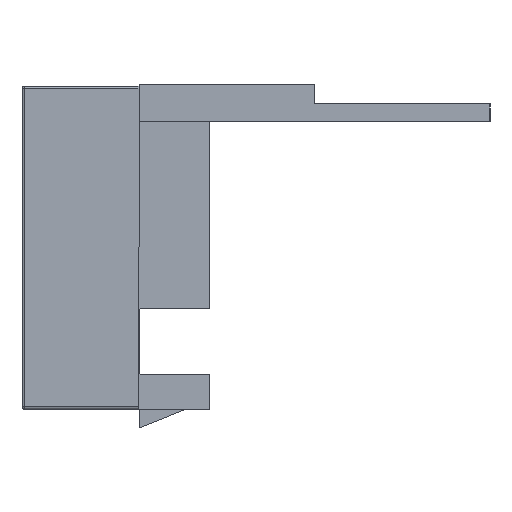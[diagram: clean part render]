
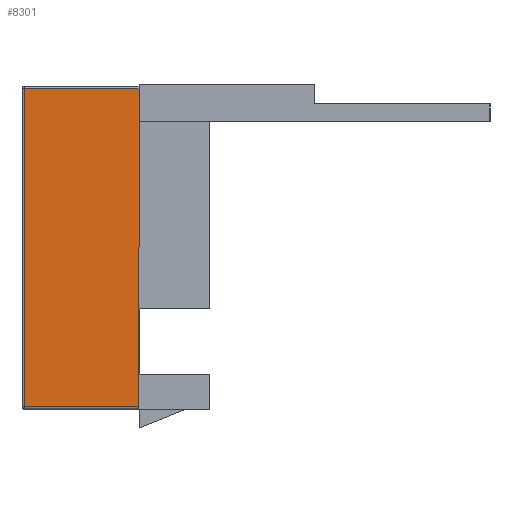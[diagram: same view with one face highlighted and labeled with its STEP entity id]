
A CAD part, left-side view. The second image highlights one B-rep face of the part: STEP entity #8301.
In plain terms, the highlighted planar face has unit normal (-1, 0, 0).
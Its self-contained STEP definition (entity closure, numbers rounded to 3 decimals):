
#21 = EDGE_CURVE ( 'NONE', #6056, #4494, #4723, .T. ) ;
#286 = VECTOR ( 'NONE', #8182, 1000. ) ;
#292 = ORIENTED_EDGE ( 'NONE', *, *, #1753, .T. ) ;
#737 = LINE ( 'NONE', #8501, #8543 ) ;
#754 = CARTESIAN_POINT ( 'NONE',  ( -26.4, 15., 6.8 ) ) ;
#1314 = ORIENTED_EDGE ( 'NONE', *, *, #21, .T. ) ;
#1615 = CARTESIAN_POINT ( 'NONE',  ( -26.4, 19.9, -6.8 ) ) ;
#1753 = EDGE_CURVE ( 'NONE', #8295, #6056, #4234, .T. ) ;
#2425 = DIRECTION ( 'NONE',  ( 0., -1., 0. ) ) ;
#2451 = CARTESIAN_POINT ( 'NONE',  ( -26.4, 15., -6.8 ) ) ;
#2713 = CARTESIAN_POINT ( 'NONE',  ( -26.4, 15., -6.9 ) ) ;
#2954 = CARTESIAN_POINT ( 'NONE',  ( -26.4, 19.9, 6.8 ) ) ;
#3326 = CARTESIAN_POINT ( 'NONE',  ( -26.4, 20., -6.8 ) ) ;
#3558 = EDGE_LOOP ( 'NONE', ( #7742, #292, #1314, #8390 ) ) ;
#4234 = LINE ( 'NONE', #3326, #6360 ) ;
#4332 = DIRECTION ( 'NONE',  ( 0., 0., -1. ) ) ;
#4449 = VECTOR ( 'NONE', #4332, 1000. ) ;
#4478 = EDGE_CURVE ( 'NONE', #7128, #8295, #6108, .T. ) ;
#4494 = VERTEX_POINT ( 'NONE', #754 ) ;
#4723 = LINE ( 'NONE', #2713, #286 ) ;
#5220 = CARTESIAN_POINT ( 'NONE',  ( -26.4, 19.9, -6.9 ) ) ;
#5879 = DIRECTION ( 'NONE',  ( 0., 0., -1. ) ) ;
#6056 = VERTEX_POINT ( 'NONE', #2451 ) ;
#6108 = LINE ( 'NONE', #5220, #4449 ) ;
#6360 = VECTOR ( 'NONE', #2425, 1000. ) ;
#6755 = DIRECTION ( 'NONE',  ( 1., 0., 0. ) ) ;
#7128 = VERTEX_POINT ( 'NONE', #2954 ) ;
#7619 = FACE_OUTER_BOUND ( 'NONE', #3558, .T. ) ;
#7621 = CARTESIAN_POINT ( 'NONE',  ( -26.4, 20., -6.9 ) ) ;
#7628 = DIRECTION ( 'NONE',  ( 0., 1., 0. ) ) ;
#7742 = ORIENTED_EDGE ( 'NONE', *, *, #4478, .T. ) ;
#7890 = EDGE_CURVE ( 'NONE', #4494, #7128, #737, .T. ) ;
#8182 = DIRECTION ( 'NONE',  ( 0., 0., 1. ) ) ;
#8295 = VERTEX_POINT ( 'NONE', #1615 ) ;
#8301 = ADVANCED_FACE ( 'NONE', ( #7619 ), #8491, .F. ) ;
#8390 = ORIENTED_EDGE ( 'NONE', *, *, #7890, .T. ) ;
#8491 = PLANE ( 'NONE',  #8496 ) ;
#8496 = AXIS2_PLACEMENT_3D ( 'NONE', #7621, #6755, #5879 ) ;
#8501 = CARTESIAN_POINT ( 'NONE',  ( -26.4, 20., 6.8 ) ) ;
#8543 = VECTOR ( 'NONE', #7628, 1000. ) ;
